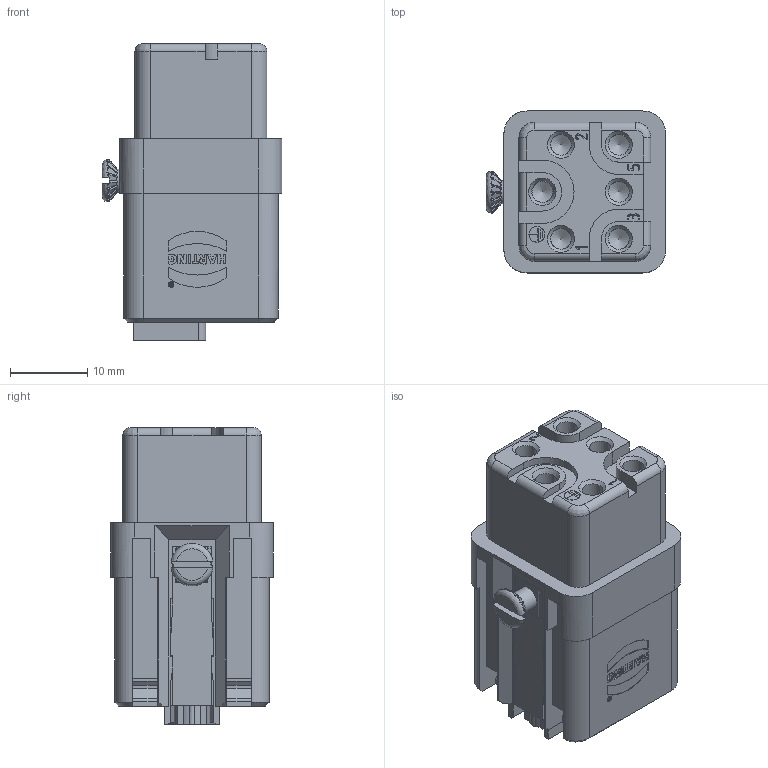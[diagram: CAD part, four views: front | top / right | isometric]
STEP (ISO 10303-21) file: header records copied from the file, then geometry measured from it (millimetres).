
FILE_DESCRIPTION(/* description */ (''),/* implementation_level */ '2;1');
FILE_NAME(/* name */ '100187638ugm000_c.stp',/* time_stamp */ '2017-10-27T13:54:01+02:00',/* author */ (''),/* organization */ (''),/* preprocessor_version */ 'ST-DEVELOPER v16',/* originating_system */ 'SIEMENS PLM Software NX 10.0',/* authorisation */ '');
FILE_SCHEMA (('AUTOMOTIVE_DESIGN { 1 0 10303 214 3 1 1 1 }'));
Length unit declared in the file: millimetre
Products named in the file (1): 100187638ugm000_c
Bounding box: 23.3 x 21 x 38.45 mm (x, y, z)
Volume: 11280.2 mm3; surface area: 7667.9 mm2
Topology: 2 solids, 5 shells, 948 faces, 2731 edges, 1961 vertices
Faces by surface type: plane 627, cylinder 199, bspline 57, cone 37, extrusion 28
Full cylindrical faces by diameter (mm): 0.503 x1, 0.738 x1, 2 x6, 2.028 x1, 2.08 x1, 2.3 x6, 2.34 x1, 2.4 x1, 2.7 x5, 2.8 x1, 3 x2, 3.05 x1, 3.1 x6, 3.8 x6
Entity records: 42512 total; most frequent: CARTESIAN_POINT 12085, ORIENTED_EDGE 4946, DIRECTION 4427, EDGE_CURVE 2473, VECTOR 1833, LINE 1805, VERTEX_POINT 1690, AXIS2_PLACEMENT_3D 1297
